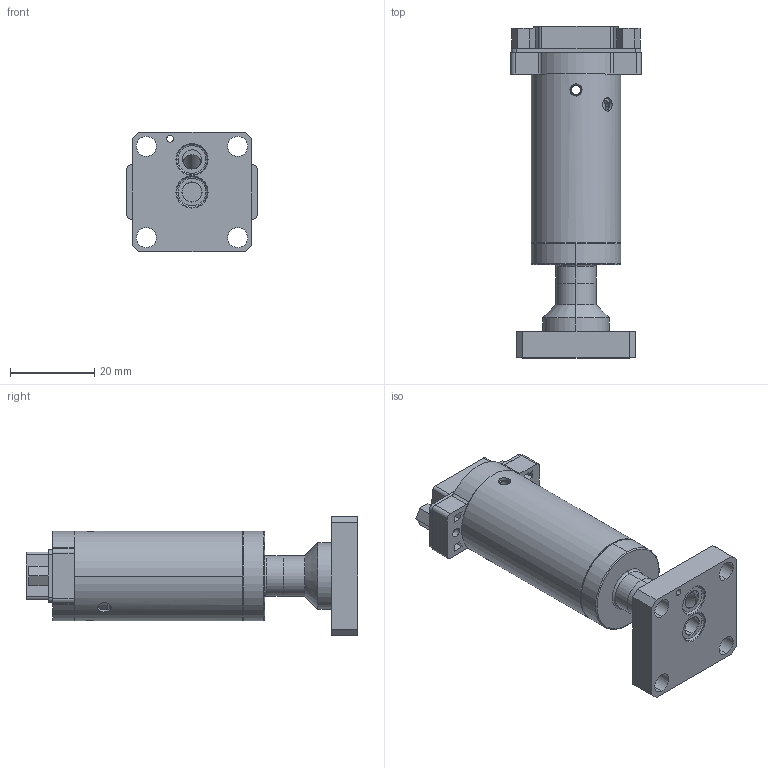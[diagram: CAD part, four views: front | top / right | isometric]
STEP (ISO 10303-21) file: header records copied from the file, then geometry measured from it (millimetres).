
FILE_DESCRIPTION (( 'STEP AP203' ), '1' );
FILE_NAME ('GFD-D-CS1.STEP', '2020-04-16T17:58:59', ( '' ), ( '' ), 'SwSTEP 2.0', 'SolidWorks 2019', '' );
FILE_SCHEMA (( 'CONFIG_CONTROL_DESIGN' ));
Length unit declared in the file: inch
Products named in the file (2): GFD-D-CS1
Bounding box: 30.99 x 78.99 x 28.45 mm (x, y, z)
Surface area: 15805.5 mm2 (no closed solid volume)
Topology: 0 solids, 8 shells, 408 faces, 1002 edges, 639 vertices
Faces by surface type: cylinder 174, plane 138, cone 57, bspline 33, torus 6
Entity records: 15338 total; most frequent: CARTESIAN_POINT 5447, DIRECTION 2069, ORIENTED_EDGE 1981, EDGE_CURVE 992, AXIS2_PLACEMENT_3D 787, VERTEX_POINT 639, VECTOR 495, LINE 495
